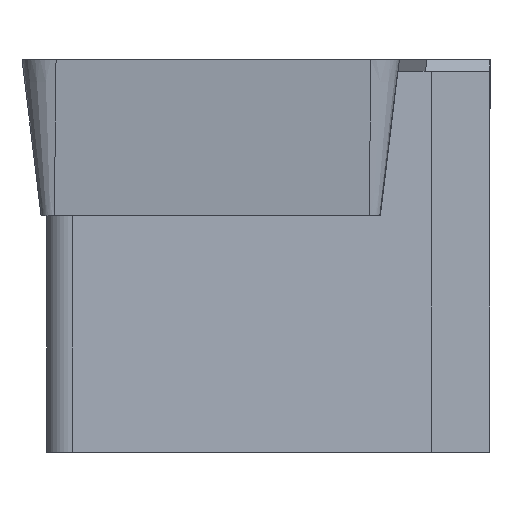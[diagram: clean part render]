
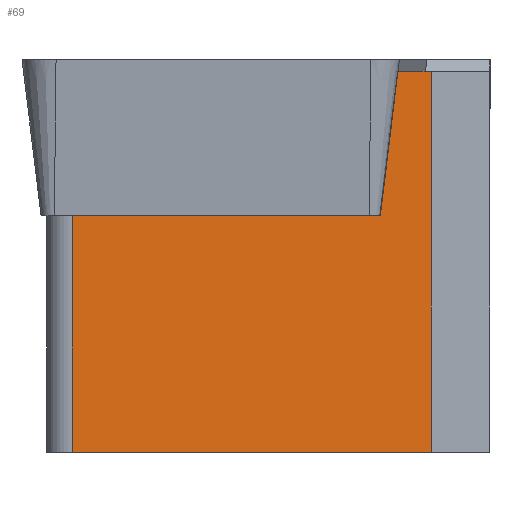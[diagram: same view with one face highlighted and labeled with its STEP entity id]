
A CAD part, left-side view. The second image highlights one B-rep face of the part: STEP entity #69.
In plain terms, the highlighted planar face has unit normal (-0.996, -0.087, 0).
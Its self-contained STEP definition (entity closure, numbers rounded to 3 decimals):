
#69=ADVANCED_FACE('',(#114),#93,.F.);
#93=PLANE('',#504);
#114=FACE_OUTER_BOUND('',#139,.T.);
#139=EDGE_LOOP('',(#209,#210,#211,#212,#213,#214));
#209=ORIENTED_EDGE('',*,*,#355,.T.);
#210=ORIENTED_EDGE('',*,*,#353,.T.);
#211=ORIENTED_EDGE('',*,*,#338,.F.);
#212=ORIENTED_EDGE('',*,*,#356,.T.);
#213=ORIENTED_EDGE('',*,*,#323,.F.);
#214=ORIENTED_EDGE('',*,*,#357,.T.);
#280=VERTEX_POINT('',#654);
#282=VERTEX_POINT('',#657);
#295=VERTEX_POINT('',#688);
#296=VERTEX_POINT('',#689);
#303=VERTEX_POINT('',#717);
#304=VERTEX_POINT('',#721);
#323=EDGE_CURVE('',#280,#282,#386,.T.);
#338=EDGE_CURVE('',#295,#296,#401,.T.);
#353=EDGE_CURVE('',#303,#296,#415,.T.);
#355=EDGE_CURVE('',#304,#303,#416,.T.);
#356=EDGE_CURVE('',#295,#282,#417,.T.);
#357=EDGE_CURVE('',#280,#304,#418,.T.);
#386=LINE('',#656,#439);
#401=LINE('',#687,#454);
#415=LINE('',#716,#468);
#416=LINE('',#720,#469);
#417=LINE('',#722,#470);
#418=LINE('',#723,#471);
#439=VECTOR('',#530,1.);
#454=VECTOR('',#551,1.);
#468=VECTOR('',#579,1.);
#469=VECTOR('',#584,1.);
#470=VECTOR('',#585,1.);
#471=VECTOR('',#586,1.);
#504=AXIS2_PLACEMENT_3D('',#724,#587,#588);
#530=DIRECTION('',(0.087,-0.996,0.));
#551=DIRECTION('',(-0.087,0.996,0.));
#579=DIRECTION('',(0.,0.,-1.));
#584=DIRECTION('',(-0.087,0.996,0.));
#585=DIRECTION('',(0.,0.,1.));
#586=DIRECTION('',(-0.011,0.123,-0.992));
#587=DIRECTION('',(0.996,0.087,0.));
#588=DIRECTION('',(0.087,-0.996,0.));
#654=CARTESIAN_POINT('',(1.434,2.35,-0.3));
#656=CARTESIAN_POINT('',(0.709,10.641,-0.3));
#657=CARTESIAN_POINT('',(1.508,1.5,-0.3));
#687=CARTESIAN_POINT('',(0.709,10.641,-10.));
#688=CARTESIAN_POINT('',(1.508,1.5,-10.));
#689=CARTESIAN_POINT('',(0.709,10.641,-10.));
#716=CARTESIAN_POINT('',(0.709,10.641,-30.));
#717=CARTESIAN_POINT('',(0.709,10.641,-3.97));
#720=CARTESIAN_POINT('',(0.709,10.641,-3.97));
#721=CARTESIAN_POINT('',(1.394,2.806,-3.97));
#722=CARTESIAN_POINT('',(1.508,1.5,-30.));
#723=CARTESIAN_POINT('',(1.105,6.109,-30.567));
#724=CARTESIAN_POINT('',(0.709,10.641,-30.));
